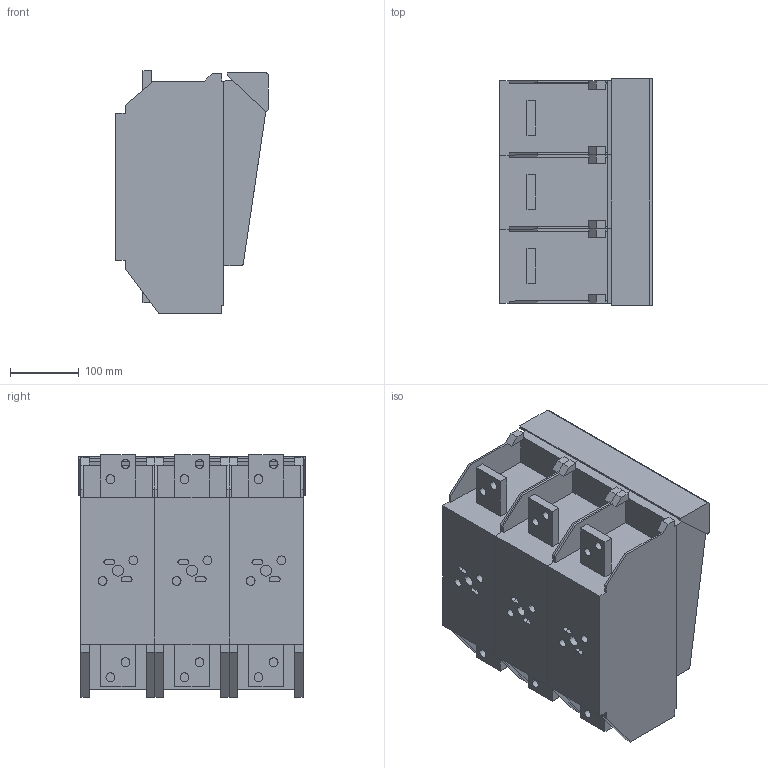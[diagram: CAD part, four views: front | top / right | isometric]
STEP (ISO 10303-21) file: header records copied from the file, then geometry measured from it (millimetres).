
FILE_DESCRIPTION((''),'2;1');
FILE_NAME('T4911001_98_NH_SICHERUNGSLASTTR_ASM','2021-05-14T',('marketing.praksa'),('Audax d.o.o.'),'CREO PARAMETRIC BY PTC INC, 2017480','CREO PARAMETRIC BY PTC INC, 2017480','');
FILE_SCHEMA(('AUTOMOTIVE_DESIGN { 1 0 10303 214 1 1 1 1 }'));
Length unit declared in the file: millimetre
Products named in the file (15): K_X2_00F6_X0_RPER_1; K_X2_00F6_X0_RPER_4; K_X2_00F6_X0_RPER_6; K_X2_00F6_X0_RPER_3_1; K_X2_00F6_X0_RPER_3_2; K_X2_00F6_X0_RPER_3_3; K_X2_00F6_X0_RPER_3_4; K_X2_00F6_X0_RPER_3_5; K_X2_00F6_X0_RPER_3_6; K_X2_00F6_X0_RPER_8; K_X2_00F6_X0_RPER_9; K_X2_00F6_X0_RPER_10; PRT9559D; WLB-ASE; T4911001_98_NH_SICHERUNGSLASTTR_ASM
Assembly tree (14 placements, depth 2):
  T4911001_98_NH_SICHERUNGSLASTTR_ASM
    K_X2_00F6_X0_RPER_1
    K_X2_00F6_X0_RPER_4
    K_X2_00F6_X0_RPER_6
    K_X2_00F6_X0_RPER_3_1
    K_X2_00F6_X0_RPER_3_2
    K_X2_00F6_X0_RPER_3_3
    K_X2_00F6_X0_RPER_3_4
    K_X2_00F6_X0_RPER_3_5
    K_X2_00F6_X0_RPER_3_6
    K_X2_00F6_X0_RPER_8
    K_X2_00F6_X0_RPER_9
    K_X2_00F6_X0_RPER_10
    PRT9559D
    WLB-ASE
Bounding box: 223 x 331 x 354.5 mm (x, y, z)
Volume: 10888336.9 mm3; surface area: 1305288.4 mm2
Topology: 16 solids, 16 shells, 433 faces, 1129 edges, 746 vertices
Faces by surface type: plane 299, cylinder 134
Entity records: 20911 total; most frequent: CARTESIAN_POINT 2405, DIRECTION 2309, ORIENTED_EDGE 2258, PRESENTATION_STYLE_ASSIGNMENT 1578, STYLED_ITEM 1578, CURVE_STYLE 1129, EDGE_CURVE 1129, VECTOR 861
